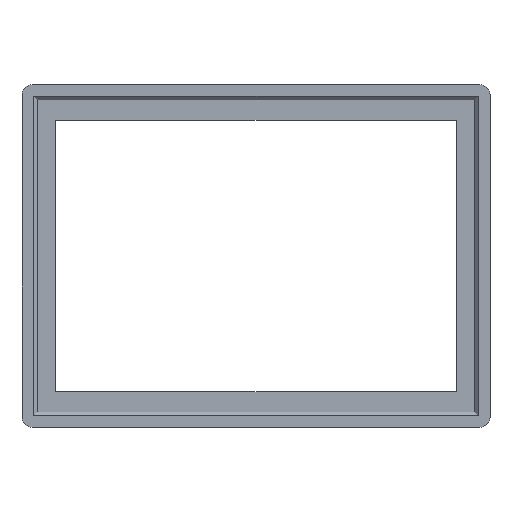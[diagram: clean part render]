
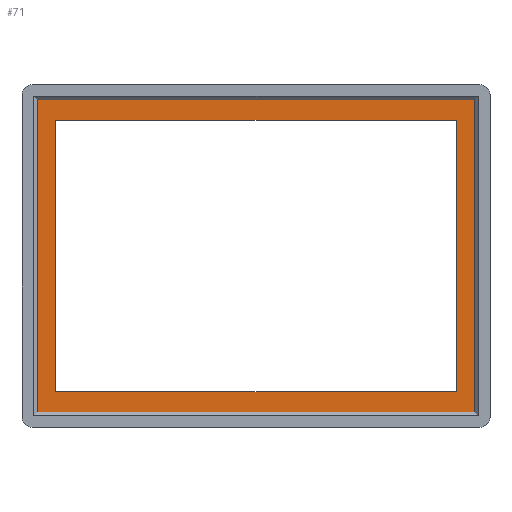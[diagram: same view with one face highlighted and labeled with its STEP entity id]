
A CAD part, top view. The second image highlights one B-rep face of the part: STEP entity #71.
In plain terms, the highlighted planar face has unit normal (0, 0, 1).
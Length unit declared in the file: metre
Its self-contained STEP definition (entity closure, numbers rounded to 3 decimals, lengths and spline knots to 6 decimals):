
#71 = ADVANCED_FACE( '', ( #150, #151 ), #152, .T. );
#150 = FACE_BOUND( '', #237, .T. );
#151 = FACE_OUTER_BOUND( '', #238, .T. );
#152 = PLANE( '', #239 );
#237 = EDGE_LOOP( '', ( #380, #381, #382, #383 ) );
#238 = EDGE_LOOP( '', ( #384, #385, #386, #387 ) );
#239 = AXIS2_PLACEMENT_3D( '', #388, #389, #390 );
#380 = ORIENTED_EDGE( '', *, *, #548, .F. );
#381 = ORIENTED_EDGE( '', *, *, #549, .T. );
#382 = ORIENTED_EDGE( '', *, *, #503, .T. );
#383 = ORIENTED_EDGE( '', *, *, #520, .F. );
#384 = ORIENTED_EDGE( '', *, *, #550, .F. );
#385 = ORIENTED_EDGE( '', *, *, #551, .F. );
#386 = ORIENTED_EDGE( '', *, *, #552, .T. );
#387 = ORIENTED_EDGE( '', *, *, #553, .T. );
#388 = CARTESIAN_POINT( '', ( 0., 0., 0.0025 ) );
#389 = DIRECTION( '', ( 0., 0., 1. ) );
#390 = DIRECTION( '', ( 1., 0., 0. ) );
#503 = EDGE_CURVE( '', #583, #588, #590, .T. );
#520 = EDGE_CURVE( '', #619, #588, #621, .T. );
#548 = EDGE_CURVE( '', #659, #619, #660, .T. );
#549 = EDGE_CURVE( '', #659, #583, #661, .T. );
#550 = EDGE_CURVE( '', #662, #663, #664, .T. );
#551 = EDGE_CURVE( '', #665, #662, #666, .T. );
#552 = EDGE_CURVE( '', #665, #667, #668, .T. );
#553 = EDGE_CURVE( '', #667, #663, #669, .T. );
#583 = VERTEX_POINT( '', #704 );
#588 = VERTEX_POINT( '', #711 );
#590 = LINE( '', #714, #715 );
#619 = VERTEX_POINT( '', #753 );
#621 = LINE( '', #756, #757 );
#659 = VERTEX_POINT( '', #809 );
#660 = LINE( '', #810, #811 );
#661 = LINE( '', #812, #813 );
#662 = VERTEX_POINT( '', #814 );
#663 = VERTEX_POINT( '', #815 );
#664 = LINE( '', #816, #817 );
#665 = VERTEX_POINT( '', #818 );
#666 = LINE( '', #819, #820 );
#667 = VERTEX_POINT( '', #821 );
#668 = LINE( '', #822, #823 );
#669 = LINE( '', #824, #825 );
#704 = CARTESIAN_POINT( '', ( -0.059, -0.04, 0.0025 ) );
#711 = CARTESIAN_POINT( '', ( -0.059, 0.04, 0.0025 ) );
#714 = CARTESIAN_POINT( '', ( -0.059, 0., 0.0025 ) );
#715 = VECTOR( '', #875, 1. );
#753 = CARTESIAN_POINT( '', ( 0.059, 0.04, 0.0025 ) );
#756 = CARTESIAN_POINT( '', ( 0., 0.04, 0.0025 ) );
#757 = VECTOR( '', #898, 1. );
#809 = CARTESIAN_POINT( '', ( 0.059, -0.04, 0.0025 ) );
#810 = CARTESIAN_POINT( '', ( 0.059, 0., 0.0025 ) );
#811 = VECTOR( '', #925, 1. );
#812 = CARTESIAN_POINT( '', ( 0., -0.04, 0.0025 ) );
#813 = VECTOR( '', #926, 1. );
#814 = CARTESIAN_POINT( '', ( -0.06455, -0.04605, 0.0025 ) );
#815 = CARTESIAN_POINT( '', ( -0.06455, 0.04605, 0.0025 ) );
#816 = CARTESIAN_POINT( '', ( -0.06455, 0., 0.0025 ) );
#817 = VECTOR( '', #927, 1. );
#818 = CARTESIAN_POINT( '', ( 0.06455, -0.04605, 0.0025 ) );
#819 = CARTESIAN_POINT( '', ( 0., -0.04605, 0.0025 ) );
#820 = VECTOR( '', #928, 1. );
#821 = CARTESIAN_POINT( '', ( 0.06455, 0.04605, 0.0025 ) );
#822 = CARTESIAN_POINT( '', ( 0.06455, 0., 0.0025 ) );
#823 = VECTOR( '', #929, 1. );
#824 = CARTESIAN_POINT( '', ( 0., 0.04605, 0.0025 ) );
#825 = VECTOR( '', #930, 1. );
#875 = DIRECTION( '', ( 0., 1., 0. ) );
#898 = DIRECTION( '', ( -1., 0., 0. ) );
#925 = DIRECTION( '', ( 0., 1., 0. ) );
#926 = DIRECTION( '', ( -1., 0., 0. ) );
#927 = DIRECTION( '', ( 0., 1., 0. ) );
#928 = DIRECTION( '', ( -1., 0., 0. ) );
#929 = DIRECTION( '', ( 0., 1., 0. ) );
#930 = DIRECTION( '', ( -1., 0., 0. ) );
